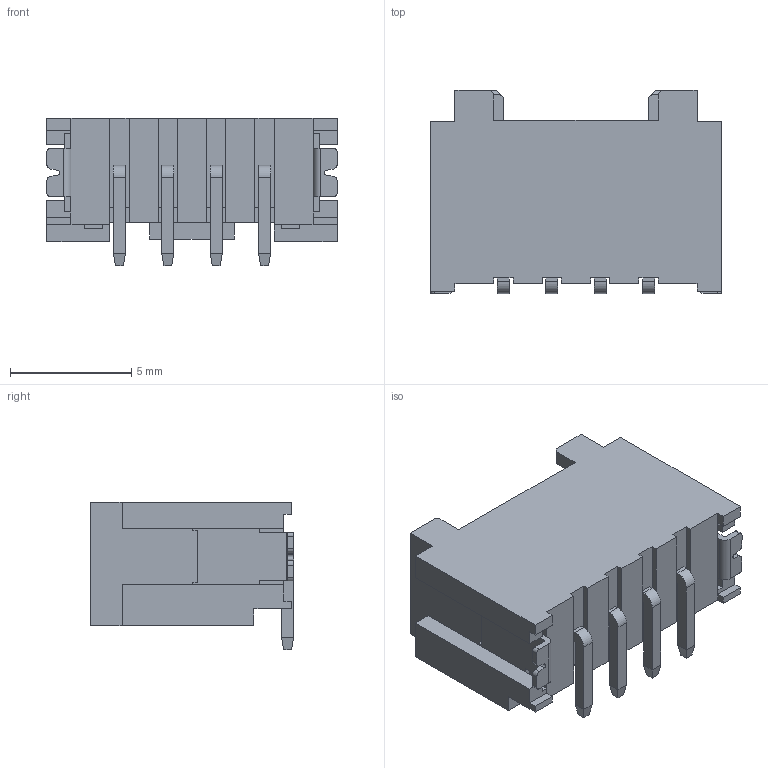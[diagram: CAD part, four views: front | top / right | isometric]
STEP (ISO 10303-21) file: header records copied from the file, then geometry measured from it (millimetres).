
FILE_DESCRIPTION (( 'STEP AP214' ), '1' );
FILE_NAME ('114020163.STEP', '2024-05-27T10:32:42', ( 'LENOVO' ), ( '' ), 'SwSTEP 2.0', 'SolidWorks 2021', '' );
FILE_SCHEMA (( 'AUTOMOTIVE_DESIGN' ));
Length unit declared in the file: millimetre
Products named in the file (2): 114020163_114020163; 114020163
Assembly tree (1 placements, depth 2):
  114020163
    114020163_114020163
Bounding box: 12 x 8.4 x 6.1 mm (x, y, z)
Volume: 195.6 mm3; surface area: 703 mm2
Topology: 11 solids, 11 shells, 252 faces, 642 edges, 412 vertices
Faces by surface type: plane 234, cylinder 18
Entity records: 7574 total; most frequent: CARTESIAN_POINT 1310, ORIENTED_EDGE 1284, DIRECTION 1190, EDGE_CURVE 642, VECTOR 606, LINE 606, VERTEX_POINT 412, AXIS2_PLACEMENT_3D 292
